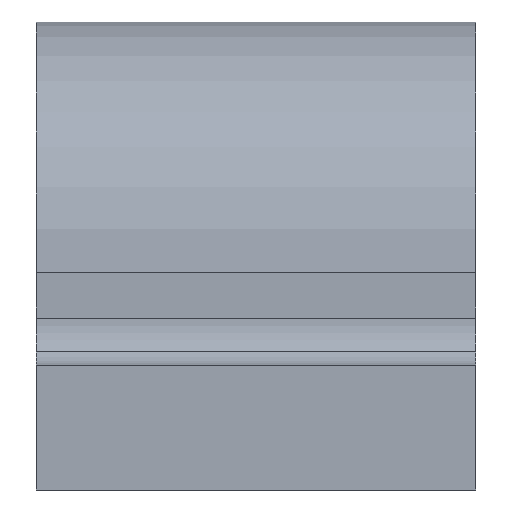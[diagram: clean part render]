
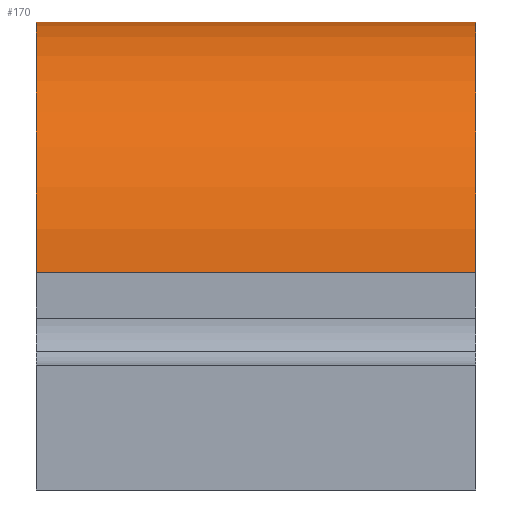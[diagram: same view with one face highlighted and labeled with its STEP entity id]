
A CAD part, left-side view. The second image highlights one B-rep face of the part: STEP entity #170.
In plain terms, the highlighted cylindrical face has radius 26.25 mm (diameter 52.5 mm), a partial arc.
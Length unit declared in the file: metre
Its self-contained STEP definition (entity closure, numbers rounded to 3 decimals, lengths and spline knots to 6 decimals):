
#170=ADVANCED_FACE('',(#215),#216,.T.);
#215=FACE_OUTER_BOUND('',#262,.T.);
#216=CYLINDRICAL_SURFACE('',#263,0.02625);
#262=EDGE_LOOP('',(#415,#416,#417,#418));
#263=AXIS2_PLACEMENT_3D('',#419,#420,#421);
#415=ORIENTED_EDGE('',*,*,#483,.T.);
#416=ORIENTED_EDGE('',*,*,#488,.F.);
#417=ORIENTED_EDGE('',*,*,#477,.F.);
#418=ORIENTED_EDGE('',*,*,#489,.T.);
#419=CARTESIAN_POINT('',(0.,-0.023,0.02275));
#420=DIRECTION('',(-0.0,1.0,0.0));
#421=DIRECTION('',(1.0,0.0,0.0));
#477=EDGE_CURVE('',#562,#564,#565,.T.);
#483=EDGE_CURVE('',#572,#570,#573,.T.);
#488=EDGE_CURVE('',#564,#570,#578,.T.);
#489=EDGE_CURVE('',#562,#572,#579,.T.);
#562=VERTEX_POINT('',#675);
#564=VERTEX_POINT('',#678);
#565=CIRCLE('',#679,0.02625);
#570=VERTEX_POINT('',#686);
#572=VERTEX_POINT('',#689);
#573=CIRCLE('',#690,0.02625);
#578=LINE('',#698,#699);
#579=LINE('',#700,#701);
#675=CARTESIAN_POINT('',(0.02625,-0.023,0.02275));
#678=CARTESIAN_POINT('',(-0.02625,-0.023,0.02275));
#679=AXIS2_PLACEMENT_3D('',#777,#778,#779);
#686=CARTESIAN_POINT('',(-0.02625,0.023,0.02275));
#689=CARTESIAN_POINT('',(0.02625,0.023,0.02275));
#690=AXIS2_PLACEMENT_3D('',#789,#790,#791);
#698=CARTESIAN_POINT('',(-0.02625,-0.023,0.02275));
#699=VECTOR('',#798,1.0);
#700=CARTESIAN_POINT('',(0.02625,-0.023,0.02275));
#701=VECTOR('',#799,1.0);
#777=CARTESIAN_POINT('',(0.,-0.023,0.02275));
#778=DIRECTION('',(0.0,-1.0,0.0));
#779=DIRECTION('',(1.0,0.0,0.0));
#789=CARTESIAN_POINT('',(0.,0.023,0.02275));
#790=DIRECTION('',(0.0,-1.0,0.0));
#791=DIRECTION('',(1.0,0.0,0.0));
#798=DIRECTION('',(-0.0,1.0,-0.0));
#799=DIRECTION('',(-0.0,1.0,-0.0));
